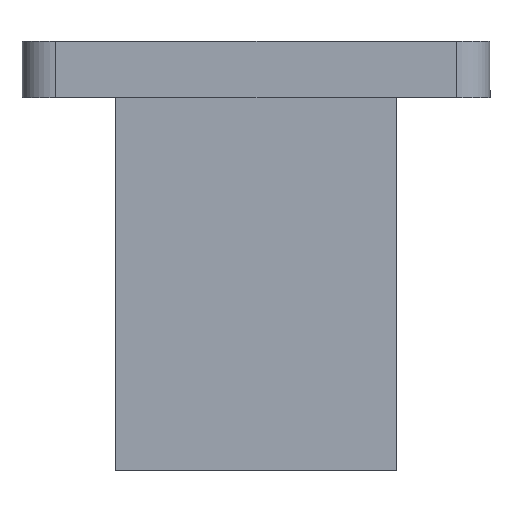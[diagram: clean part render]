
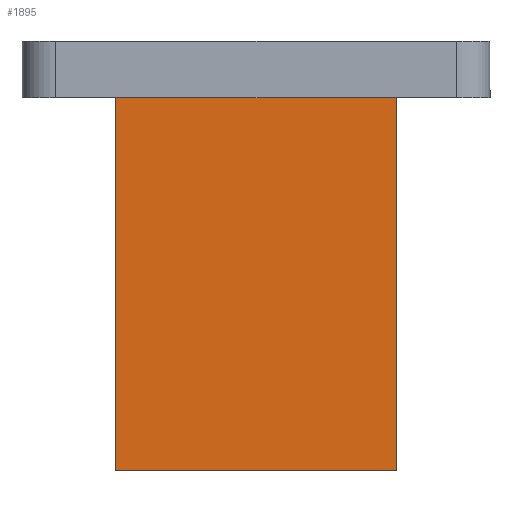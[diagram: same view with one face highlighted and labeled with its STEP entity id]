
A CAD part, front view. The second image highlights one B-rep face of the part: STEP entity #1895.
In plain terms, the highlighted planar face has unit normal (0, -1, 0).
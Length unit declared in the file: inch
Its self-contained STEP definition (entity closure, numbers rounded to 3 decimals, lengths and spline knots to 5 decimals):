
#82 = CARTESIAN_POINT ( 'NONE',  ( 0.48937, -0.23937, -1.29921 ) ) ;
#182 = VERTEX_POINT ( 'NONE', #3276 ) ;
#229 = CARTESIAN_POINT ( 'NONE',  ( 0., -0.23937, 0. ) ) ;
#279 = ORIENTED_EDGE ( 'NONE', *, *, #1616, .T. ) ;
#433 = PLANE ( 'NONE',  #3758 ) ;
#506 = VECTOR ( 'NONE', #1814, 39.37008 ) ;
#516 = CARTESIAN_POINT ( 'NONE',  ( 0.48937, -0.23937, -1.29921 ) ) ;
#607 = ORIENTED_EDGE ( 'NONE', *, *, #3807, .T. ) ;
#753 = ORIENTED_EDGE ( 'NONE', *, *, #4544, .T. ) ;
#800 = LINE ( 'NONE', #229, #2142 ) ;
#979 = CARTESIAN_POINT ( 'NONE',  ( -0.48937, -0.23937, -1.29921 ) ) ;
#1001 = VERTEX_POINT ( 'NONE', #4204 ) ;
#1099 = VERTEX_POINT ( 'NONE', #3892 ) ;
#1541 = FACE_OUTER_BOUND ( 'NONE', #4553, .T. ) ;
#1616 = EDGE_CURVE ( 'NONE', #182, #1099, #800, .T. ) ;
#1635 = ORIENTED_EDGE ( 'NONE', *, *, #4818, .F. ) ;
#1814 = DIRECTION ( 'NONE',  ( 0., 0., 1. ) ) ;
#1895 = ADVANCED_FACE ( 'NONE', ( #1541 ), #433, .F. ) ;
#1984 = VECTOR ( 'NONE', #2738, 39.37008 ) ;
#2142 = VECTOR ( 'NONE', #2807, 39.37008 ) ;
#2338 = DIRECTION ( 'NONE',  ( 0., 1., 0. ) ) ;
#2351 = LINE ( 'NONE', #516, #1984 ) ;
#2418 = CARTESIAN_POINT ( 'NONE',  ( 0.48937, -0.23937, -1.29921 ) ) ;
#2738 = DIRECTION ( 'NONE',  ( -1., 0., 0. ) ) ;
#2807 = DIRECTION ( 'NONE',  ( -1., 0., 0. ) ) ;
#3252 = CARTESIAN_POINT ( 'NONE',  ( 0.48937, -0.23937, -1.29921 ) ) ;
#3276 = CARTESIAN_POINT ( 'NONE',  ( 0.48937, -0.23937, 0. ) ) ;
#3524 = LINE ( 'NONE', #979, #4306 ) ;
#3599 = DIRECTION ( 'NONE',  ( 0., 0., -1. ) ) ;
#3758 = AXIS2_PLACEMENT_3D ( 'NONE', #82, #2338, #4163 ) ;
#3807 = EDGE_CURVE ( 'NONE', #4417, #182, #4870, .T. ) ;
#3892 = CARTESIAN_POINT ( 'NONE',  ( -0.48937, -0.23937, 0. ) ) ;
#4163 = DIRECTION ( 'NONE',  ( -1., 0., 0. ) ) ;
#4204 = CARTESIAN_POINT ( 'NONE',  ( -0.48937, -0.23937, -1.29921 ) ) ;
#4306 = VECTOR ( 'NONE', #3599, 39.37008 ) ;
#4417 = VERTEX_POINT ( 'NONE', #2418 ) ;
#4544 = EDGE_CURVE ( 'NONE', #1099, #1001, #3524, .T. ) ;
#4553 = EDGE_LOOP ( 'NONE', ( #753, #1635, #607, #279 ) ) ;
#4818 = EDGE_CURVE ( 'NONE', #4417, #1001, #2351, .T. ) ;
#4870 = LINE ( 'NONE', #3252, #506 ) ;
